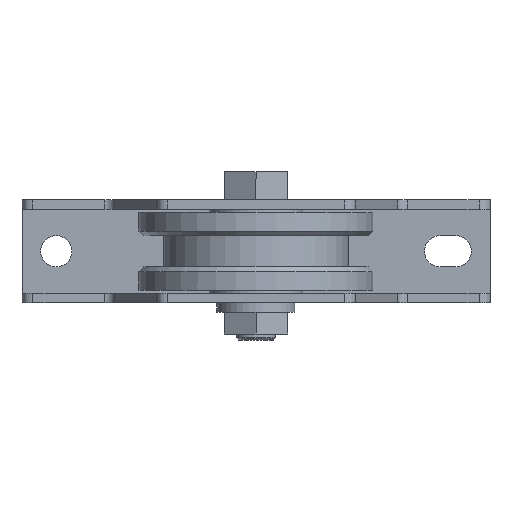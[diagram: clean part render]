
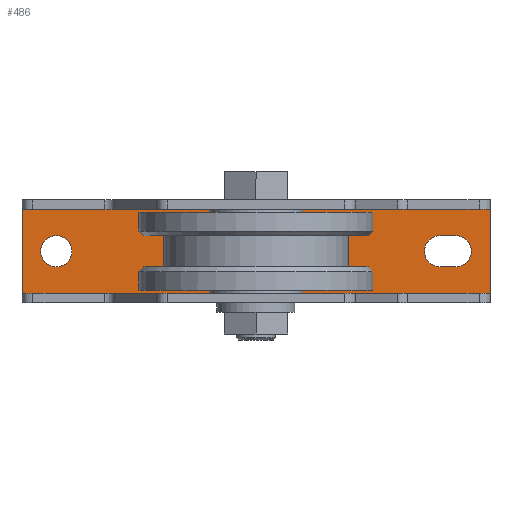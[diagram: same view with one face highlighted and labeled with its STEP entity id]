
A CAD part, front view. The second image highlights one B-rep face of the part: STEP entity #486.
In plain terms, the highlighted planar face has unit normal (0, -1, 0).
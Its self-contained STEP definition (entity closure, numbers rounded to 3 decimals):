
#25 = VERTEX_POINT ( 'NONE', #861 ) ;
#46 = VERTEX_POINT ( 'NONE', #942 ) ;
#70 = EDGE_LOOP ( 'NONE', ( #475, #476, #477, #478 ) ) ;
#78 = EDGE_CURVE ( 'NONE', #25, #46, #1009, .T. ) ;
#282 = EDGE_CURVE ( 'NONE', #355, #283, #1374, .T. ) ;
#283 = VERTEX_POINT ( 'NONE', #1370 ) ;
#330 = VERTEX_POINT ( 'NONE', #1474 ) ;
#332 = EDGE_CURVE ( 'NONE', #330, #355, #1473, .T. ) ;
#349 = EDGE_CURVE ( 'NONE', #350, #283, #1511, .T. ) ;
#350 = VERTEX_POINT ( 'NONE', #1507 ) ;
#355 = VERTEX_POINT ( 'NONE', #1501 ) ;
#475 = ORIENTED_EDGE ( 'NONE', *, *, #349, .T. ) ;
#476 = ORIENTED_EDGE ( 'NONE', *, *, #282, .F. ) ;
#477 = ORIENTED_EDGE ( 'NONE', *, *, #332, .F. ) ;
#478 = ORIENTED_EDGE ( 'NONE', *, *, #501, .T. ) ;
#486 = ADVANCED_FACE ( 'NONE', ( #1740, #1739, #1738 ), #1737, .F. ) ;
#487 = ORIENTED_EDGE ( 'NONE', *, *, #488, .T. ) ;
#488 = EDGE_CURVE ( 'NONE', #489, #490, #1732, .T. ) ;
#489 = VERTEX_POINT ( 'NONE', #1728 ) ;
#490 = VERTEX_POINT ( 'NONE', #1727 ) ;
#491 = ORIENTED_EDGE ( 'NONE', *, *, #492, .T. ) ;
#492 = EDGE_CURVE ( 'NONE', #490, #493, #1726, .T. ) ;
#493 = VERTEX_POINT ( 'NONE', #1721 ) ;
#494 = ORIENTED_EDGE ( 'NONE', *, *, #495, .T. ) ;
#495 = EDGE_CURVE ( 'NONE', #493, #496, #1720, .T. ) ;
#496 = VERTEX_POINT ( 'NONE', #1782 ) ;
#497 = ORIENTED_EDGE ( 'NONE', *, *, #553, .T. ) ;
#498 = EDGE_LOOP ( 'NONE', ( #554, #2450 ) ) ;
#501 = EDGE_CURVE ( 'NONE', #330, #350, #1781, .T. ) ;
#511 = EDGE_LOOP ( 'NONE', ( #487, #491, #494, #497 ) ) ;
#553 = EDGE_CURVE ( 'NONE', #496, #489, #1822, .T. ) ;
#554 = ORIENTED_EDGE ( 'NONE', *, *, #555, .T. ) ;
#555 = EDGE_CURVE ( 'NONE', #46, #25, #1816, .T. ) ;
#861 = CARTESIAN_POINT ( 'NONE',  ( -64., 39.5, -5. ) ) ;
#942 = CARTESIAN_POINT ( 'NONE',  ( -64., 39.5, 5. ) ) ;
#1005 = DIRECTION ( 'NONE',  ( 0., 0., 1. ) ) ;
#1006 = DIRECTION ( 'NONE',  ( 0., 1., 0. ) ) ;
#1007 = CARTESIAN_POINT ( 'NONE',  ( -64., 39.5, 0. ) ) ;
#1008 = AXIS2_PLACEMENT_3D ( 'NONE', #1007, #1006, #1005 ) ;
#1009 = CIRCLE ( 'NONE', #1008, 5. ) ;
#1307 = DIRECTION ( 'NONE',  ( 0., 1., 0. ) ) ;
#1370 = CARTESIAN_POINT ( 'NONE',  ( -75., 39.5, -13.5 ) ) ;
#1371 = DIRECTION ( 'NONE',  ( -1., 0., 0. ) ) ;
#1372 = VECTOR ( 'NONE', #1371, 1000. ) ;
#1373 = CARTESIAN_POINT ( 'NONE',  ( 75., 39.5, -13.5 ) ) ;
#1374 = LINE ( 'NONE', #1373, #1372 ) ;
#1470 = DIRECTION ( 'NONE',  ( 0., 0., -1. ) ) ;
#1471 = VECTOR ( 'NONE', #1470, 1000. ) ;
#1472 = CARTESIAN_POINT ( 'NONE',  ( 75., 39.5, 13.5 ) ) ;
#1473 = LINE ( 'NONE', #1472, #1471 ) ;
#1474 = CARTESIAN_POINT ( 'NONE',  ( 75., 39.5, 13.5 ) ) ;
#1501 = CARTESIAN_POINT ( 'NONE',  ( 75., 39.5, -13.5 ) ) ;
#1507 = CARTESIAN_POINT ( 'NONE',  ( -75., 39.5, 13.5 ) ) ;
#1508 = DIRECTION ( 'NONE',  ( 0., 0., -1. ) ) ;
#1509 = VECTOR ( 'NONE', #1508, 1000. ) ;
#1510 = CARTESIAN_POINT ( 'NONE',  ( -75., 39.5, 13.5 ) ) ;
#1511 = LINE ( 'NONE', #1510, #1509 ) ;
#1558 = DIRECTION ( 'NONE',  ( 0., 0., 1. ) ) ;
#1718 = DIRECTION ( 'NONE',  ( 1., 0., 0. ) ) ;
#1719 = CARTESIAN_POINT ( 'NONE',  ( 59., 39.5, 5. ) ) ;
#1720 = LINE ( 'NONE', #1719, #1783 ) ;
#1721 = CARTESIAN_POINT ( 'NONE',  ( 59., 39.5, 5. ) ) ;
#1722 = DIRECTION ( 'NONE',  ( 0., 0., 1. ) ) ;
#1723 = DIRECTION ( 'NONE',  ( 0., 1., 0. ) ) ;
#1724 = CARTESIAN_POINT ( 'NONE',  ( 59., 39.5, 0. ) ) ;
#1725 = AXIS2_PLACEMENT_3D ( 'NONE', #1724, #1723, #1722 ) ;
#1726 = CIRCLE ( 'NONE', #1725, 5. ) ;
#1727 = CARTESIAN_POINT ( 'NONE',  ( 59., 39.5, -5. ) ) ;
#1728 = CARTESIAN_POINT ( 'NONE',  ( 64., 39.5, -5. ) ) ;
#1729 = DIRECTION ( 'NONE',  ( -1., 0., 0. ) ) ;
#1730 = VECTOR ( 'NONE', #1729, 1000. ) ;
#1731 = CARTESIAN_POINT ( 'NONE',  ( 59., 39.5, -5. ) ) ;
#1732 = LINE ( 'NONE', #1731, #1730 ) ;
#1733 = DIRECTION ( 'NONE',  ( 0., 0., 1. ) ) ;
#1734 = DIRECTION ( 'NONE',  ( 0., 1., 0. ) ) ;
#1735 = CARTESIAN_POINT ( 'NONE',  ( 75., 39.5, 13.5 ) ) ;
#1736 = AXIS2_PLACEMENT_3D ( 'NONE', #1735, #1734, #1733 ) ;
#1737 = PLANE ( 'NONE',  #1736 ) ;
#1738 = FACE_OUTER_BOUND ( 'NONE', #70, .T. ) ;
#1739 = FACE_BOUND ( 'NONE', #498, .T. ) ;
#1740 = FACE_BOUND ( 'NONE', #511, .T. ) ;
#1778 = DIRECTION ( 'NONE',  ( -1., 0., 0. ) ) ;
#1779 = VECTOR ( 'NONE', #1778, 1000. ) ;
#1780 = CARTESIAN_POINT ( 'NONE',  ( 75., 39.5, 13.5 ) ) ;
#1781 = LINE ( 'NONE', #1780, #1779 ) ;
#1782 = CARTESIAN_POINT ( 'NONE',  ( 64., 39.5, 5. ) ) ;
#1783 = VECTOR ( 'NONE', #1718, 1000. ) ;
#1814 = CARTESIAN_POINT ( 'NONE',  ( -64., 39.5, 0. ) ) ;
#1815 = AXIS2_PLACEMENT_3D ( 'NONE', #1814, #1307, #1558 ) ;
#1816 = CIRCLE ( 'NONE', #1815, 5. ) ;
#1818 = DIRECTION ( 'NONE',  ( 0., 0., 1. ) ) ;
#1819 = DIRECTION ( 'NONE',  ( 0., 1., 0. ) ) ;
#1820 = CARTESIAN_POINT ( 'NONE',  ( 64., 39.5, 0. ) ) ;
#1821 = AXIS2_PLACEMENT_3D ( 'NONE', #1820, #1819, #1818 ) ;
#1822 = CIRCLE ( 'NONE', #1821, 5. ) ;
#2450 = ORIENTED_EDGE ( 'NONE', *, *, #78, .T. ) ;
